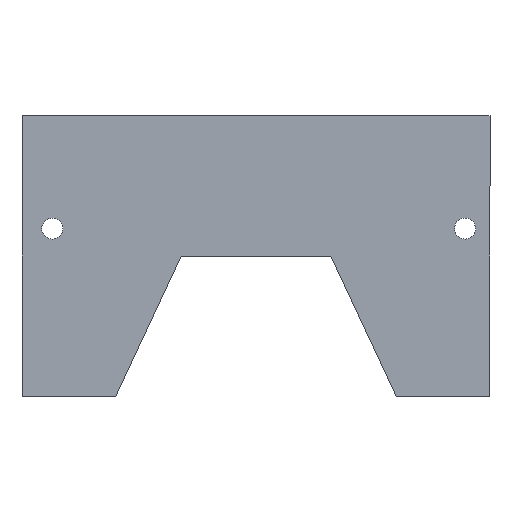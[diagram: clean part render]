
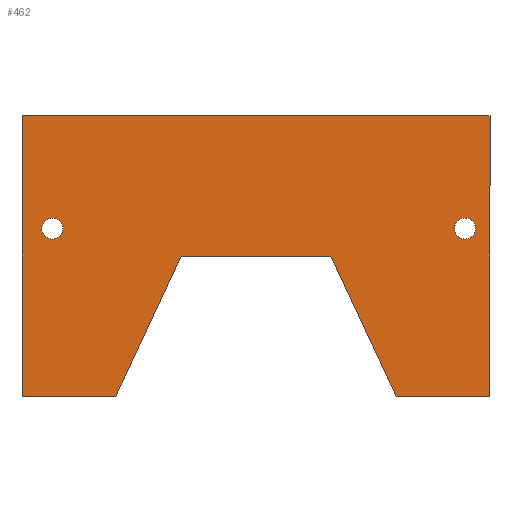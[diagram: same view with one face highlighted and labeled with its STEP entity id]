
A CAD part, front view. The second image highlights one B-rep face of the part: STEP entity #462.
In plain terms, the highlighted planar face has unit normal (0, -1, 0).
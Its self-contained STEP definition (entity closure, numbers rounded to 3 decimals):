
#6 = VECTOR ( 'NONE', #550, 1000. ) ;
#22 = VECTOR ( 'NONE', #570, 1000. ) ;
#25 = CARTESIAN_POINT ( 'NONE',  ( -30., 0., -30. ) ) ;
#36 = EDGE_LOOP ( 'NONE', ( #228, #546 ) ) ;
#44 = VERTEX_POINT ( 'NONE', #107 ) ;
#47 = VECTOR ( 'NONE', #573, 1000. ) ;
#50 = VERTEX_POINT ( 'NONE', #175 ) ;
#66 = EDGE_CURVE ( 'NONE', #224, #631, #466, .T. ) ;
#69 = DIRECTION ( 'NONE',  ( 0., 0., 1. ) ) ;
#72 = CARTESIAN_POINT ( 'NONE',  ( -50., 0., 30. ) ) ;
#77 = CARTESIAN_POINT ( 'NONE',  ( 44.672, 0., 5.851 ) ) ;
#83 = DIRECTION ( 'NONE',  ( 0., -1., 0. ) ) ;
#89 = EDGE_CURVE ( 'NONE', #631, #106, #238, .T. ) ;
#92 = ORIENTED_EDGE ( 'NONE', *, *, #560, .F. ) ;
#97 = VERTEX_POINT ( 'NONE', #615 ) ;
#100 = DIRECTION ( 'NONE',  ( 0., -1., 0. ) ) ;
#102 = CARTESIAN_POINT ( 'NONE',  ( 50., 0., 30. ) ) ;
#106 = VERTEX_POINT ( 'NONE', #132 ) ;
#107 = CARTESIAN_POINT ( 'NONE',  ( -43.52, 0., 3.601 ) ) ;
#115 = AXIS2_PLACEMENT_3D ( 'NONE', #237, #100, #251 ) ;
#121 = LINE ( 'NONE', #524, #264 ) ;
#129 = ORIENTED_EDGE ( 'NONE', *, *, #501, .F. ) ;
#132 = CARTESIAN_POINT ( 'NONE',  ( 50., 0., -30. ) ) ;
#144 = FACE_OUTER_BOUND ( 'NONE', #190, .T. ) ;
#146 = VERTEX_POINT ( 'NONE', #325 ) ;
#167 = AXIS2_PLACEMENT_3D ( 'NONE', #547, #503, #303 ) ;
#172 = LINE ( 'NONE', #240, #443 ) ;
#175 = CARTESIAN_POINT ( 'NONE',  ( -43.52, 0., 8.101 ) ) ;
#178 = CIRCLE ( 'NONE', #115, 2.25 ) ;
#190 = EDGE_LOOP ( 'NONE', ( #438, #358, #470, #497, #480, #244, #261, #403 ) ) ;
#205 = CIRCLE ( 'NONE', #167, 2.25 ) ;
#215 = VERTEX_POINT ( 'NONE', #542 ) ;
#221 = CARTESIAN_POINT ( 'NONE',  ( 30., 0., -30. ) ) ;
#224 = VERTEX_POINT ( 'NONE', #289 ) ;
#225 = DIRECTION ( 'NONE',  ( -1., 0., 0. ) ) ;
#228 = ORIENTED_EDGE ( 'NONE', *, *, #554, .F. ) ;
#237 = CARTESIAN_POINT ( 'NONE',  ( 44.672, 0., 5.851 ) ) ;
#238 = LINE ( 'NONE', #522, #471 ) ;
#240 = CARTESIAN_POINT ( 'NONE',  ( -30., 0., -30. ) ) ;
#244 = ORIENTED_EDGE ( 'NONE', *, *, #279, .F. ) ;
#251 = DIRECTION ( 'NONE',  ( 0., 0., -1. ) ) ;
#255 = CARTESIAN_POINT ( 'NONE',  ( -50., 0., -30. ) ) ;
#261 = ORIENTED_EDGE ( 'NONE', *, *, #574, .F. ) ;
#264 = VECTOR ( 'NONE', #225, 1000. ) ;
#267 = PLANE ( 'NONE',  #515 ) ;
#277 = DIRECTION ( 'NONE',  ( 0., 0., -1. ) ) ;
#279 = EDGE_CURVE ( 'NONE', #215, #295, #575, .T. ) ;
#283 = DIRECTION ( 'NONE',  ( -0.423, 0., -0.906 ) ) ;
#284 = CIRCLE ( 'NONE', #482, 2.25 ) ;
#286 = VECTOR ( 'NONE', #641, 1000. ) ;
#289 = CARTESIAN_POINT ( 'NONE',  ( -50., 0., 30. ) ) ;
#295 = VERTEX_POINT ( 'NONE', #531 ) ;
#298 = VERTEX_POINT ( 'NONE', #25 ) ;
#302 = CARTESIAN_POINT ( 'NONE',  ( 16.008, 0., 0. ) ) ;
#303 = DIRECTION ( 'NONE',  ( 0., 0., -1. ) ) ;
#305 = EDGE_CURVE ( 'NONE', #295, #298, #172, .T. ) ;
#306 = CARTESIAN_POINT ( 'NONE',  ( -50., 0., -30. ) ) ;
#307 = VERTEX_POINT ( 'NONE', #426 ) ;
#322 = CARTESIAN_POINT ( 'NONE',  ( 0., 0., 0. ) ) ;
#325 = CARTESIAN_POINT ( 'NONE',  ( 44.672, 0., 3.601 ) ) ;
#331 = CARTESIAN_POINT ( 'NONE',  ( -16.008, 0., 0. ) ) ;
#350 = LINE ( 'NONE', #255, #6 ) ;
#353 = LINE ( 'NONE', #302, #286 ) ;
#358 = ORIENTED_EDGE ( 'NONE', *, *, #66, .F. ) ;
#359 = EDGE_CURVE ( 'NONE', #106, #97, #490, .T. ) ;
#372 = VECTOR ( 'NONE', #617, 1000. ) ;
#394 = EDGE_CURVE ( 'NONE', #298, #593, #121, .T. ) ;
#403 = ORIENTED_EDGE ( 'NONE', *, *, #359, .F. ) ;
#408 = EDGE_CURVE ( 'NONE', #307, #146, #621, .T. ) ;
#419 = DIRECTION ( 'NONE',  ( 0., 0., -1. ) ) ;
#421 = DIRECTION ( 'NONE',  ( 0., -1., 0. ) ) ;
#426 = CARTESIAN_POINT ( 'NONE',  ( 44.672, 0., 8.101 ) ) ;
#438 = ORIENTED_EDGE ( 'NONE', *, *, #89, .F. ) ;
#443 = VECTOR ( 'NONE', #283, 1000. ) ;
#462 = ADVANCED_FACE ( 'NONE', ( #518, #585, #144 ), #267, .F. ) ;
#464 = DIRECTION ( 'NONE',  ( 0., 1., 0. ) ) ;
#466 = LINE ( 'NONE', #72, #22 ) ;
#470 = ORIENTED_EDGE ( 'NONE', *, *, #576, .F. ) ;
#471 = VECTOR ( 'NONE', #419, 1000. ) ;
#480 = ORIENTED_EDGE ( 'NONE', *, *, #305, .F. ) ;
#482 = AXIS2_PLACEMENT_3D ( 'NONE', #565, #83, #541 ) ;
#490 = LINE ( 'NONE', #221, #47 ) ;
#497 = ORIENTED_EDGE ( 'NONE', *, *, #394, .F. ) ;
#501 = EDGE_CURVE ( 'NONE', #44, #50, #284, .T. ) ;
#503 = DIRECTION ( 'NONE',  ( 0., -1., 0. ) ) ;
#505 = EDGE_LOOP ( 'NONE', ( #129, #92 ) ) ;
#515 = AXIS2_PLACEMENT_3D ( 'NONE', #322, #464, #69 ) ;
#518 = FACE_BOUND ( 'NONE', #36, .T. ) ;
#522 = CARTESIAN_POINT ( 'NONE',  ( 50., 0., -30. ) ) ;
#524 = CARTESIAN_POINT ( 'NONE',  ( -50., 0., -30. ) ) ;
#531 = CARTESIAN_POINT ( 'NONE',  ( -16.008, 0., 0. ) ) ;
#541 = DIRECTION ( 'NONE',  ( 0., 0., -1. ) ) ;
#542 = CARTESIAN_POINT ( 'NONE',  ( 16.008, 0., 0. ) ) ;
#546 = ORIENTED_EDGE ( 'NONE', *, *, #408, .F. ) ;
#547 = CARTESIAN_POINT ( 'NONE',  ( -43.52, 0., 5.851 ) ) ;
#550 = DIRECTION ( 'NONE',  ( 0., 0., 1. ) ) ;
#554 = EDGE_CURVE ( 'NONE', #146, #307, #178, .T. ) ;
#560 = EDGE_CURVE ( 'NONE', #50, #44, #205, .T. ) ;
#564 = AXIS2_PLACEMENT_3D ( 'NONE', #77, #421, #277 ) ;
#565 = CARTESIAN_POINT ( 'NONE',  ( -43.52, 0., 5.851 ) ) ;
#570 = DIRECTION ( 'NONE',  ( 1., 0., 0. ) ) ;
#573 = DIRECTION ( 'NONE',  ( -1., 0., 0. ) ) ;
#574 = EDGE_CURVE ( 'NONE', #97, #215, #353, .T. ) ;
#575 = LINE ( 'NONE', #331, #372 ) ;
#576 = EDGE_CURVE ( 'NONE', #593, #224, #350, .T. ) ;
#585 = FACE_BOUND ( 'NONE', #505, .T. ) ;
#593 = VERTEX_POINT ( 'NONE', #306 ) ;
#615 = CARTESIAN_POINT ( 'NONE',  ( 30., 0., -30. ) ) ;
#617 = DIRECTION ( 'NONE',  ( -1., 0., 0. ) ) ;
#621 = CIRCLE ( 'NONE', #564, 2.25 ) ;
#631 = VERTEX_POINT ( 'NONE', #102 ) ;
#641 = DIRECTION ( 'NONE',  ( -0.423, 0., 0.906 ) ) ;
